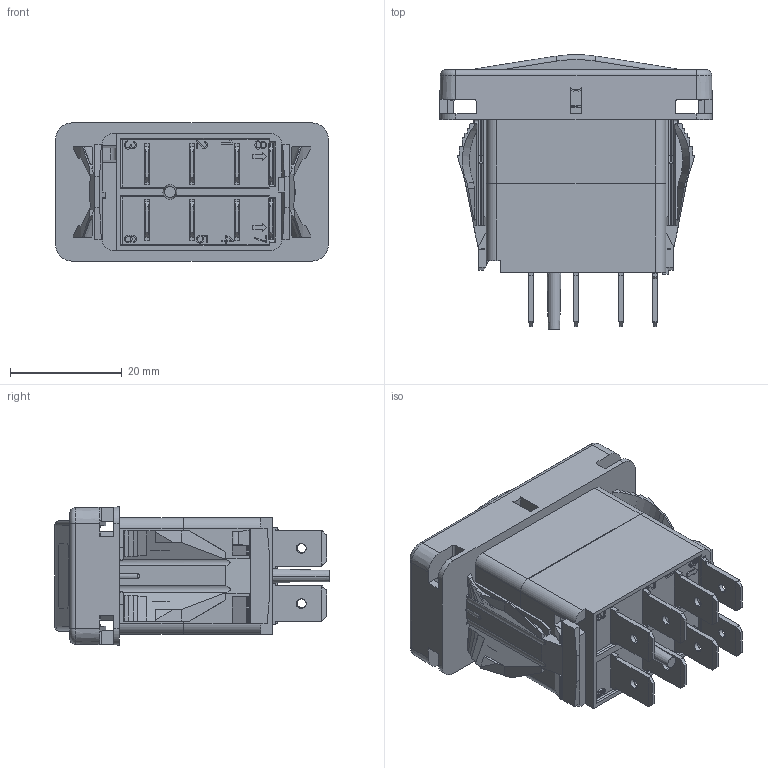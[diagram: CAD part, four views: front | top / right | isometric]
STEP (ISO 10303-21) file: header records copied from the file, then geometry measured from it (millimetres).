
FILE_DESCRIPTION((''),'2;1');
FILE_NAME('VJD1U664-6RR00-000_SW0001','2011-09-22T',('leads.cao'),(''),'PRO/ENGINEER BY PARAMETRIC TECHNOLOGY CORPORATION, 2010280','PRO/ENGINEER BY PARAMETRIC TECHNOLOGY CORPORATION, 2010280','');
FILE_SCHEMA(('CONFIG_CONTROL_DESIGN'));
Products named in the file (1): VJD1U664-6RR00-000_SW0001
Bounding box: 48.82 x 49.07 x 24.69 mm (x, y, z)
Volume: 14509.3 mm3; surface area: 19338.9 mm2
Topology: 1 solids, 1 shells, 2298 faces, 6118 edges, 3837 vertices
Faces by surface type: plane 1784, cylinder 254, cone 220, torus 18, bspline 14, extrusion 8
Entity records: 72811 total; most frequent: CARTESIAN_POINT 17355, ORIENTED_EDGE 12228, DIRECTION 10354, EDGE_CURVE 6114, VECTOR 4452, LINE 4444, VERTEX_POINT 3837, AXIS2_PLACEMENT_3D 2951
